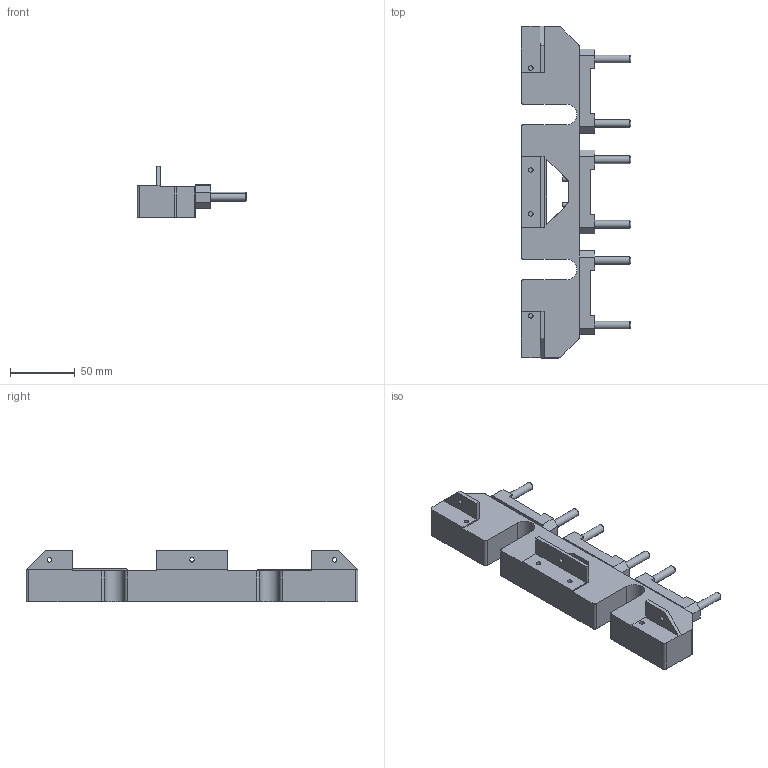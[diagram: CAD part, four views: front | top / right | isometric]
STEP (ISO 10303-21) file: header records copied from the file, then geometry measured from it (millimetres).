
FILE_DESCRIPTION(/* description */ (''),/* implementation_level */ '2;1');
FILE_NAME(/* name */ 'Tool Dock Assembly.stp',/* time_stamp */ '2023-02-20T18:16:03+01:00',/* author */ ('remop'),/* organization */ (''),/* preprocessor_version */ 'ST-DEVELOPER v19.2',/* originating_system */ 'Autodesk Inventor 2023',/* authorisation */ '');
FILE_SCHEMA (('AUTOMOTIVE_DESIGN { 1 0 10303 214 3 1 1 }'));
Length unit declared in the file: millimetre
Products named in the file (7): ToolDock; ToolDock_Base; ToolDock_Center; ToolDock_Left; ToolDock_R; ToolDock_Bolt; AS 1420 - 1973 - M3 x 16
Assembly tree (16 placements, depth 2):
  ToolDock
    ToolDock_Base
    ToolDock_Center
    ToolDock_Left
    ToolDock_R
    AS 1420 - 1973 - M3 x 16  x6
    ToolDock_Bolt  x6
Bounding box: 85 x 257 x 40 mm (x, y, z)
Volume: 181406.2 mm3; surface area: 80344.2 mm2
Topology: 16 solids, 16 shells, 483 faces, 1206 edges, 769 vertices
Faces by surface type: plane 274, cylinder 118, cone 79, torus 12
Full cylindrical faces by diameter (mm): 3 x6, 3.5 x7, 4 x8, 5.5 x6, 6 x12
Entity records: 12029 total; most frequent: CARTESIAN_POINT 2124, DIRECTION 2068, ORIENTED_EDGE 1960, EDGE_CURVE 980, AXIS2_PLACEMENT_3D 695, LINE 678, VECTOR 678, VERTEX_POINT 619
